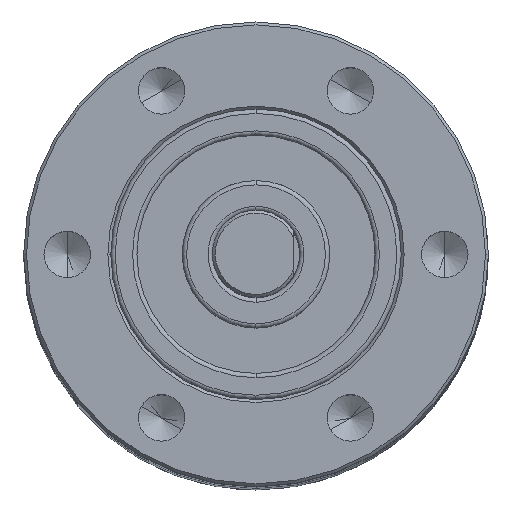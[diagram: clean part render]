
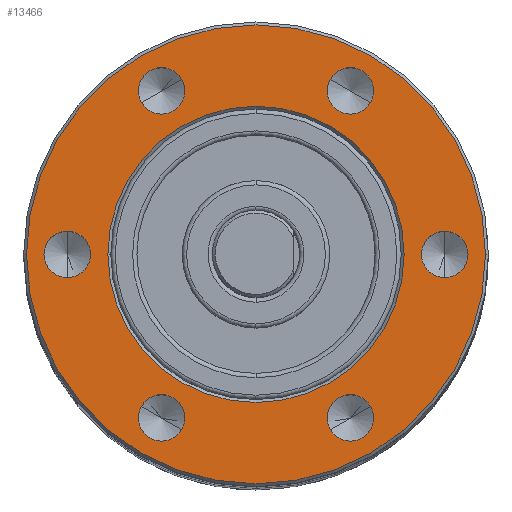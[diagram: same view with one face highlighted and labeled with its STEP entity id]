
A CAD part, top view. The second image highlights one B-rep face of the part: STEP entity #13466.
In plain terms, the highlighted planar face has unit normal (0, 0, 1).
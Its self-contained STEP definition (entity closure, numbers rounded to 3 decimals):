
#13021=CARTESIAN_POINT('',(0.,0.,64.6));
#13022=DIRECTION('',(0.,0.,-1.));
#13023=DIRECTION('',(-1.,0.,0.));
#13024=AXIS2_PLACEMENT_3D('',#13021,#13022,#13023);
#13026=CARTESIAN_POINT('',(0.,0.,64.6));
#13027=DIRECTION('',(0.,0.,-1.));
#13028=DIRECTION('',(1.,0.,0.));
#13029=AXIS2_PLACEMENT_3D('',#13026,#13027,#13028);
#13031=CARTESIAN_POINT('',(0.,0.,64.6));
#13032=DIRECTION('',(0.,0.,-1.));
#13033=DIRECTION('',(-1.,0.,0.));
#13034=AXIS2_PLACEMENT_3D('',#13031,#13032,#13033);
#13036=CARTESIAN_POINT('',(0.,0.,64.6));
#13037=DIRECTION('',(0.,0.,-1.));
#13038=DIRECTION('',(1.,0.,0.));
#13039=AXIS2_PLACEMENT_3D('',#13036,#13037,#13038);
#13041=CARTESIAN_POINT('',(6.5,0.,64.6));
#13042=DIRECTION('',(0.,0.,1.));
#13043=DIRECTION('',(0.,1.,0.));
#13044=AXIS2_PLACEMENT_3D('',#13041,#13042,#13043);
#13046=CARTESIAN_POINT('',(6.5,0.,64.6));
#13047=DIRECTION('',(0.,0.,1.));
#13048=DIRECTION('',(0.,-1.,0.));
#13049=AXIS2_PLACEMENT_3D('',#13046,#13047,#13048);
#13051=CARTESIAN_POINT('',(3.25,5.629,64.6));
#13052=DIRECTION('',(0.,0.,1.));
#13053=DIRECTION('',(-0.866,0.5,0.));
#13054=AXIS2_PLACEMENT_3D('',#13051,#13052,#13053);
#13056=CARTESIAN_POINT('',(3.25,5.629,64.6));
#13057=DIRECTION('',(0.,0.,1.));
#13058=DIRECTION('',(0.866,-0.5,0.));
#13059=AXIS2_PLACEMENT_3D('',#13056,#13057,#13058);
#13061=CARTESIAN_POINT('',(-3.25,5.629,64.6));
#13062=DIRECTION('',(0.,0.,1.));
#13063=DIRECTION('',(-0.866,-0.5,0.));
#13064=AXIS2_PLACEMENT_3D('',#13061,#13062,#13063);
#13066=CARTESIAN_POINT('',(-3.25,5.629,64.6));
#13067=DIRECTION('',(0.,0.,1.));
#13068=DIRECTION('',(0.866,0.5,0.));
#13069=AXIS2_PLACEMENT_3D('',#13066,#13067,#13068);
#13071=CARTESIAN_POINT('',(-6.5,0.,64.6));
#13072=DIRECTION('',(0.,0.,1.));
#13073=DIRECTION('',(0.,-1.,0.));
#13074=AXIS2_PLACEMENT_3D('',#13071,#13072,#13073);
#13076=CARTESIAN_POINT('',(-6.5,0.,64.6));
#13077=DIRECTION('',(0.,0.,1.));
#13078=DIRECTION('',(0.,1.,0.));
#13079=AXIS2_PLACEMENT_3D('',#13076,#13077,#13078);
#13081=CARTESIAN_POINT('',(-3.25,-5.629,64.6));
#13082=DIRECTION('',(0.,0.,1.));
#13083=DIRECTION('',(0.866,-0.5,0.));
#13084=AXIS2_PLACEMENT_3D('',#13081,#13082,#13083);
#13086=CARTESIAN_POINT('',(-3.25,-5.629,64.6));
#13087=DIRECTION('',(0.,0.,1.));
#13088=DIRECTION('',(-0.866,0.5,0.));
#13089=AXIS2_PLACEMENT_3D('',#13086,#13087,#13088);
#13091=CARTESIAN_POINT('',(3.25,-5.629,64.6));
#13092=DIRECTION('',(0.,0.,1.));
#13093=DIRECTION('',(0.866,0.5,0.));
#13094=AXIS2_PLACEMENT_3D('',#13091,#13092,#13093);
#13096=CARTESIAN_POINT('',(3.25,-5.629,64.6));
#13097=DIRECTION('',(0.,0.,1.));
#13098=DIRECTION('',(-0.866,-0.5,0.));
#13099=AXIS2_PLACEMENT_3D('',#13096,#13097,#13098);
#13329=CARTESIAN_POINT('',(-5.1,0.,64.6));
#13330=CARTESIAN_POINT('',(5.1,0.,64.6));
#13331=VERTEX_POINT('',#13329);
#13332=VERTEX_POINT('',#13330);
#13349=CARTESIAN_POINT('',(-7.9,0.,64.6));
#13350=CARTESIAN_POINT('',(7.9,0.,64.6));
#13351=VERTEX_POINT('',#13349);
#13352=VERTEX_POINT('',#13350);
#13359=CARTESIAN_POINT('',(6.5,0.8,64.6));
#13360=CARTESIAN_POINT('',(6.5,-0.8,64.6));
#13361=VERTEX_POINT('',#13359);
#13362=VERTEX_POINT('',#13360);
#13369=CARTESIAN_POINT('',(2.557,6.029,64.6));
#13370=CARTESIAN_POINT('',(3.943,5.229,64.6));
#13371=VERTEX_POINT('',#13369);
#13372=VERTEX_POINT('',#13370);
#13379=CARTESIAN_POINT('',(-3.943,5.229,64.6));
#13380=CARTESIAN_POINT('',(-2.557,6.029,64.6));
#13381=VERTEX_POINT('',#13379);
#13382=VERTEX_POINT('',#13380);
#13389=CARTESIAN_POINT('',(-6.5,-0.8,64.6));
#13390=CARTESIAN_POINT('',(-6.5,0.8,64.6));
#13391=VERTEX_POINT('',#13389);
#13392=VERTEX_POINT('',#13390);
#13399=CARTESIAN_POINT('',(-2.557,-6.029,64.6));
#13400=CARTESIAN_POINT('',(-3.943,-5.229,64.6));
#13401=VERTEX_POINT('',#13399);
#13402=VERTEX_POINT('',#13400);
#13409=CARTESIAN_POINT('',(3.943,-5.229,64.6));
#13410=CARTESIAN_POINT('',(2.557,-6.029,64.6));
#13411=VERTEX_POINT('',#13409);
#13412=VERTEX_POINT('',#13410);
#13413=CARTESIAN_POINT('',(0.,0.,64.6));
#13414=DIRECTION('',(0.,0.,1.));
#13415=DIRECTION('',(-1.,0.,0.));
#13416=AXIS2_PLACEMENT_3D('',#13413,#13414,#13415);
#13417=PLANE('',#13416);
#13419=ORIENTED_EDGE('',*,*,#13418,.T.);
#13421=ORIENTED_EDGE('',*,*,#13420,.T.);
#13422=EDGE_LOOP('',(#13419,#13421));
#13423=FACE_OUTER_BOUND('',#13422,.F.);
#13425=ORIENTED_EDGE('',*,*,#13424,.F.);
#13427=ORIENTED_EDGE('',*,*,#13426,.F.);
#13428=EDGE_LOOP('',(#13425,#13427));
#13429=FACE_BOUND('',#13428,.F.);
#13431=ORIENTED_EDGE('',*,*,#13430,.T.);
#13433=ORIENTED_EDGE('',*,*,#13432,.T.);
#13434=EDGE_LOOP('',(#13431,#13433));
#13435=FACE_BOUND('',#13434,.F.);
#13437=ORIENTED_EDGE('',*,*,#13436,.T.);
#13439=ORIENTED_EDGE('',*,*,#13438,.T.);
#13440=EDGE_LOOP('',(#13437,#13439));
#13441=FACE_BOUND('',#13440,.F.);
#13443=ORIENTED_EDGE('',*,*,#13442,.T.);
#13445=ORIENTED_EDGE('',*,*,#13444,.T.);
#13446=EDGE_LOOP('',(#13443,#13445));
#13447=FACE_BOUND('',#13446,.F.);
#13449=ORIENTED_EDGE('',*,*,#13448,.T.);
#13451=ORIENTED_EDGE('',*,*,#13450,.T.);
#13452=EDGE_LOOP('',(#13449,#13451));
#13453=FACE_BOUND('',#13452,.F.);
#13455=ORIENTED_EDGE('',*,*,#13454,.T.);
#13457=ORIENTED_EDGE('',*,*,#13456,.T.);
#13458=EDGE_LOOP('',(#13455,#13457));
#13459=FACE_BOUND('',#13458,.F.);
#13461=ORIENTED_EDGE('',*,*,#13460,.T.);
#13463=ORIENTED_EDGE('',*,*,#13462,.T.);
#13464=EDGE_LOOP('',(#13461,#13463));
#13465=FACE_BOUND('',#13464,.F.);
#13466=ADVANCED_FACE('',(#13423,#13429,#13435,#13441,#13447,#13453,#13459,
#13465),#13417,.T.);
#13025=CIRCLE('',#13024,5.1);
#13030=CIRCLE('',#13029,5.1);
#13035=CIRCLE('',#13034,7.9);
#13040=CIRCLE('',#13039,7.9);
#13045=CIRCLE('',#13044,0.8);
#13050=CIRCLE('',#13049,0.8);
#13055=CIRCLE('',#13054,0.8);
#13060=CIRCLE('',#13059,0.8);
#13065=CIRCLE('',#13064,0.8);
#13070=CIRCLE('',#13069,0.8);
#13075=CIRCLE('',#13074,0.8);
#13080=CIRCLE('',#13079,0.8);
#13085=CIRCLE('',#13084,0.8);
#13090=CIRCLE('',#13089,0.8);
#13095=CIRCLE('',#13094,0.8);
#13100=CIRCLE('',#13099,0.8);
#13418=EDGE_CURVE('',#13351,#13352,#13035,.T.);
#13420=EDGE_CURVE('',#13352,#13351,#13040,.T.);
#13424=EDGE_CURVE('',#13331,#13332,#13025,.T.);
#13426=EDGE_CURVE('',#13332,#13331,#13030,.T.);
#13430=EDGE_CURVE('',#13361,#13362,#13045,.T.);
#13432=EDGE_CURVE('',#13362,#13361,#13050,.T.);
#13436=EDGE_CURVE('',#13371,#13372,#13055,.T.);
#13438=EDGE_CURVE('',#13372,#13371,#13060,.T.);
#13442=EDGE_CURVE('',#13381,#13382,#13065,.T.);
#13444=EDGE_CURVE('',#13382,#13381,#13070,.T.);
#13448=EDGE_CURVE('',#13391,#13392,#13075,.T.);
#13450=EDGE_CURVE('',#13392,#13391,#13080,.T.);
#13454=EDGE_CURVE('',#13401,#13402,#13085,.T.);
#13456=EDGE_CURVE('',#13402,#13401,#13090,.T.);
#13460=EDGE_CURVE('',#13411,#13412,#13095,.T.);
#13462=EDGE_CURVE('',#13412,#13411,#13100,.T.);
